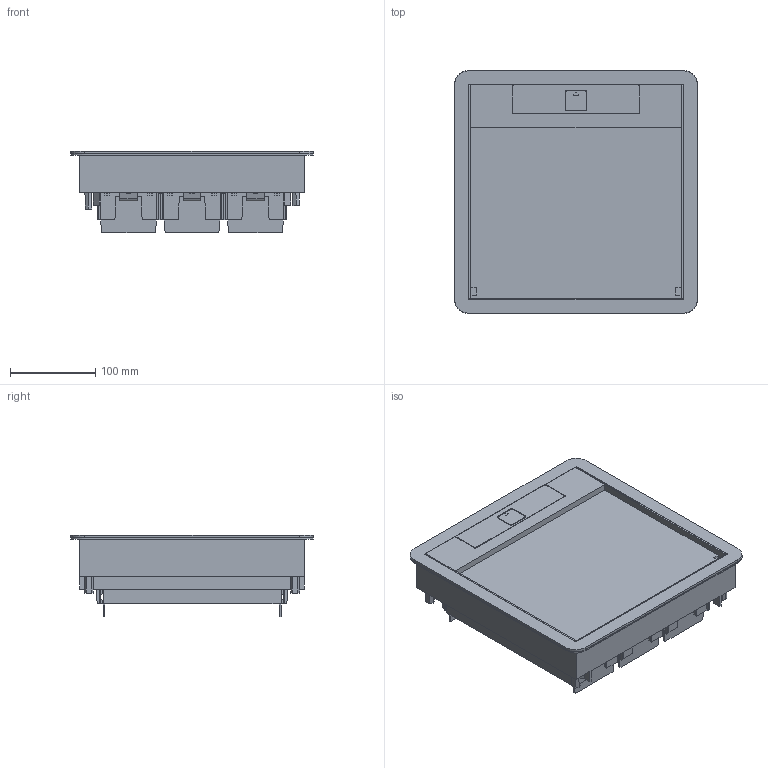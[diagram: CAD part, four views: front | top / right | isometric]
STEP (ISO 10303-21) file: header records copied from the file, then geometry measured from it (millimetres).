
FILE_DESCRIPTION(('CATIA V5 STEP Exchange','CAx-IF Rec.Pracs.--- Composite Materials ---3.4---2017-06-13'),'2;1');
FILE_NAME('LG-080729-S-closed.stp','2025-05-02T15:10:54+00:00',('none'),('none'),'CATIA Version 5-6 Release 2020','CATIA V5 STEP AP203 v1','none');
FILE_SCHEMA(('CONFIG_CONTROL_DESIGN'));
Length unit declared in the file: millimetre
Products named in the file (3): A029389_A; A027675_A-ASS PLANCHER TECHNIQUE; A027505_A
Assembly tree (8 placements, depth 3):
  A029389_A
    #57
    #3567
    A027675_A-ASS PLANCHER TECHNIQUE  x3
      #13786
    A027505_A
      #21818
Bounding box: 285 x 285 x 95.3 mm (x, y, z)
Volume: 1071503.5 mm3; surface area: 730986.2 mm2
Topology: 9 solids, 9 shells, 1413 faces, 4031 edges, 2639 vertices
Faces by surface type: plane 1186, cylinder 219, extrusion 8
Entity records: 27433 total; most frequent: ORIENTED_EDGE 5142, CARTESIAN_POINT 5031, DIRECTION 3739, EDGE_CURVE 2571, VECTOR 2211, LINE 2203, VERTEX_POINT 1687, EDGE_LOOP 968
